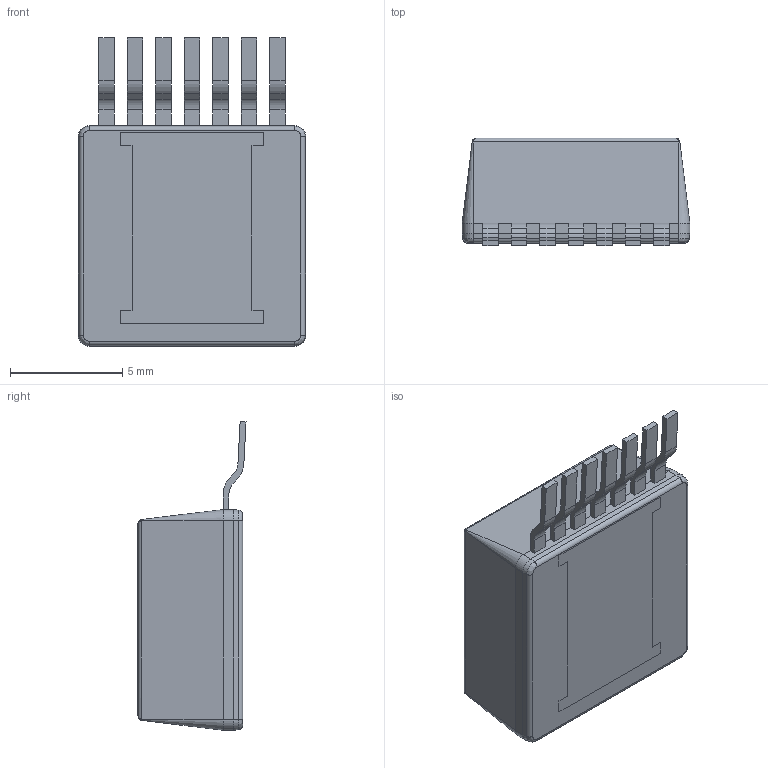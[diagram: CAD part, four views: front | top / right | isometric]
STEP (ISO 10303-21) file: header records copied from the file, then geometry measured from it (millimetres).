
FILE_DESCRIPTION (( 'STEP AP214' ), '1' );
FILE_NAME ('LMZ23605TZE_NOPB.STEP', '2020-11-25T19:26:59', ( '' ), ( '' ), 'SwSTEP 2.0', 'SolidWorks 2017', '' );
FILE_SCHEMA (( 'AUTOMOTIVE_DESIGN' ));
Length unit declared in the file: millimetre
Products named in the file (1): LMZ23605TZE_NOPB
Bounding box: 10.16 x 4.82 x 13.77 mm (x, y, z)
Volume: 436.5 mm3; surface area: 537.8 mm2
Topology: 10 solids, 10 shells, 177 faces, 430 edges, 272 vertices
Faces by surface type: plane 115, cylinder 46, bspline 8, cone 8
Entity records: 5979 total; most frequent: CARTESIAN_POINT 1722, ORIENTED_EDGE 852, DIRECTION 838, EDGE_CURVE 426, VECTOR 322, LINE 322, VERTEX_POINT 272, AXIS2_PLACEMENT_3D 258
